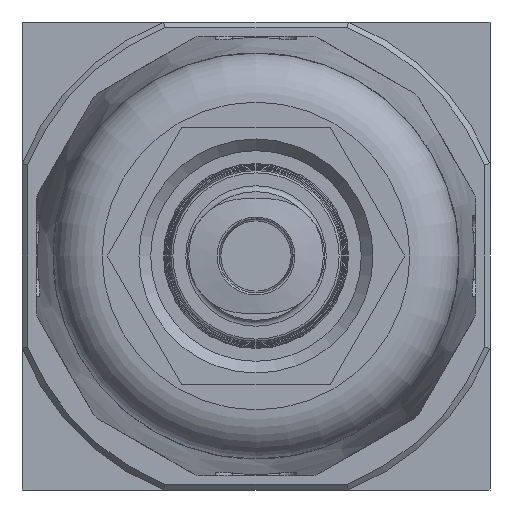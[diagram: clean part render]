
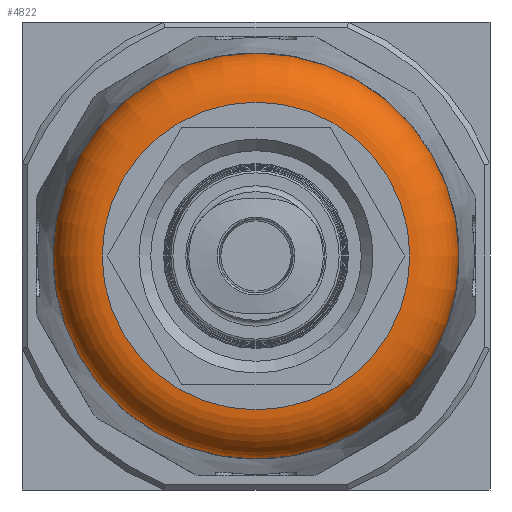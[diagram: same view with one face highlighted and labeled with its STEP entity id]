
A CAD part, front view. The second image highlights one B-rep face of the part: STEP entity #4822.
In plain terms, the highlighted toroidal (fillet/blend) face has major radius 13.15 mm and minor radius 4.2 mm.
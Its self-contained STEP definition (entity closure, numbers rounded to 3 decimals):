
#34=TOROIDAL_SURFACE('',#5131,13.15,4.2);
#1210=ORIENTED_EDGE('',*,*,#1986,.T.);
#1211=ORIENTED_EDGE('',*,*,#1985,.F.);
#1985=EDGE_CURVE('',#2372,#2372,#2589,.T.);
#1986=EDGE_CURVE('',#2373,#2373,#2590,.T.);
#2372=VERTEX_POINT('',#7114);
#2373=VERTEX_POINT('',#7117);
#2589=CIRCLE('',#5130,13.15);
#2590=CIRCLE('',#5132,17.35);
#2779=EDGE_LOOP('',(#1210));
#2780=EDGE_LOOP('',(#1211));
#3059=FACE_BOUND('',#2779,.T.);
#3060=FACE_BOUND('',#2780,.T.);
#4822=ADVANCED_FACE('',(#3059,#3060),#34,.T.);
#5130=AXIS2_PLACEMENT_3D('',#7113,#5822,#5823);
#5131=AXIS2_PLACEMENT_3D('',#7115,#5824,#5825);
#5132=AXIS2_PLACEMENT_3D('',#7116,#5826,#5827);
#5822=DIRECTION('',(0.,-1.,0.));
#5823=DIRECTION('',(0.,0.,-1.));
#5824=DIRECTION('',(0.,-1.,0.));
#5825=DIRECTION('',(0.,0.,-1.));
#5826=DIRECTION('',(0.,-1.,0.));
#5827=DIRECTION('',(0.,0.,-1.));
#7113=CARTESIAN_POINT('',(0.,-119.,0.));
#7114=CARTESIAN_POINT('',(0.,-119.,-13.15));
#7115=CARTESIAN_POINT('',(0.,-114.8,0.));
#7116=CARTESIAN_POINT('',(0.,-114.8,0.));
#7117=CARTESIAN_POINT('',(0.,-114.8,-17.35));
